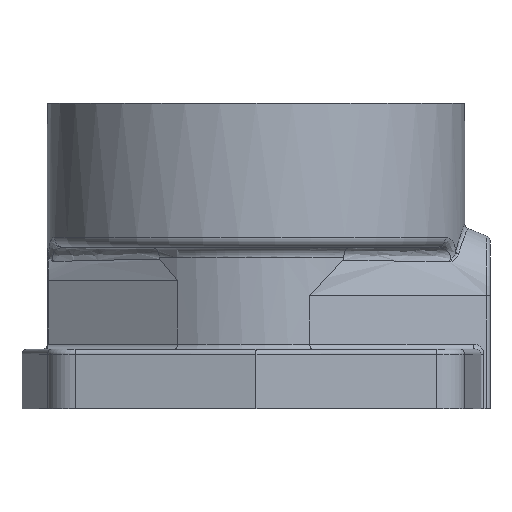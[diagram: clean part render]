
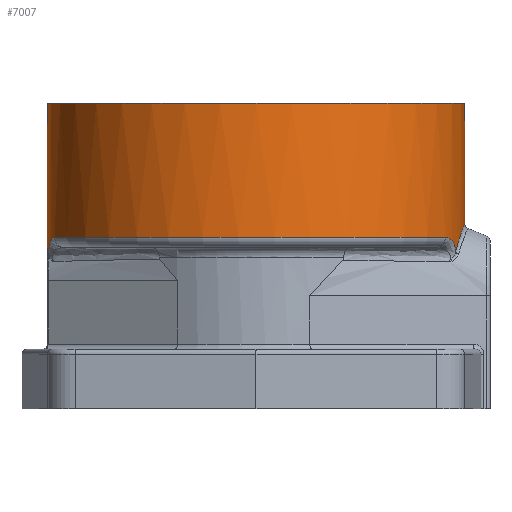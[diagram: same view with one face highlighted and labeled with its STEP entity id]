
A CAD part, left-side view. The second image highlights one B-rep face of the part: STEP entity #7007.
In plain terms, the highlighted cylindrical face has radius 65.088 mm (diameter 130.175 mm), a partial arc.
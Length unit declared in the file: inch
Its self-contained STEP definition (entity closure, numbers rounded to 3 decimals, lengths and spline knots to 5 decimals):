
#798=CARTESIAN_POINT('',(-0.73939,-2.45351,
2.01221));
#875=CARTESIAN_POINT('',(0.,0.,3.8325));
#876=DIRECTION('',(0.,0.,-1.));
#877=DIRECTION('',(0.,-1.,0.));
#878=AXIS2_PLACEMENT_3D('',#875,#876,#877);
#880=CARTESIAN_POINT('',(0.,-2.5625,
2.35505));
#881=CARTESIAN_POINT('',(-0.04611,-2.5625,
2.35505));
#882=CARTESIAN_POINT('',(-0.13789,-2.56003,
2.34862));
#883=CARTESIAN_POINT('',(-0.27523,-2.54889,
2.31913));
#884=CARTESIAN_POINT('',(-0.40757,-2.531,
2.26987));
#885=CARTESIAN_POINT('',(-0.53202,-2.50766,
2.20153));
#886=CARTESIAN_POINT('',(-0.64537,-2.4807,
2.11488));
#887=CARTESIAN_POINT('',(-0.70969,-2.46246,
2.04813));
#888=CARTESIAN_POINT('',(-0.73939,-2.45351,
2.01221));
#890=CARTESIAN_POINT('',(-0.73939,-2.45351,
2.01221));
#891=CARTESIAN_POINT('',(-0.74419,-2.45206,
2.02365));
#892=CARTESIAN_POINT('',(-0.75602,-2.44847,
2.04617));
#893=CARTESIAN_POINT('',(-0.78144,-2.4405,
2.07894));
#894=CARTESIAN_POINT('',(-0.81409,-2.42985,
2.10901));
#895=CARTESIAN_POINT('',(-0.85363,-2.41628,
2.13547));
#896=CARTESIAN_POINT('',(-0.89962,-2.39958,
2.15744));
#897=CARTESIAN_POINT('',(-0.95156,-2.37952,
2.17417));
#898=CARTESIAN_POINT('',(-1.00881,-2.35587,2.18489));
#899=CARTESIAN_POINT('',(-1.05022,-2.33752,2.1875));
#900=CARTESIAN_POINT('',(-1.07171,-2.32763,2.1875));
#902=CARTESIAN_POINT('',(0.,0.,2.1875));
#903=DIRECTION('',(0.,0.,-1.));
#904=DIRECTION('',(-0.418,-0.908,0.));
#905=AXIS2_PLACEMENT_3D('',#902,#903,#904);
#907=CARTESIAN_POINT('',(-0.66595,2.47445,2.1875));
#908=CARTESIAN_POINT('',(-0.64019,2.48138,2.1875));
#909=CARTESIAN_POINT('',(-0.59099,2.49377,2.18445));
#910=CARTESIAN_POINT('',(-0.52427,2.50857,2.17216));
#911=CARTESIAN_POINT('',(-0.46502,2.52016,2.15328));
#912=CARTESIAN_POINT('',(-0.4136,2.52905,2.12878));
#913=CARTESIAN_POINT('',(-0.37025,2.53571,2.09947));
#914=CARTESIAN_POINT('',(-0.33542,2.54051,2.06629));
#915=CARTESIAN_POINT('',(-0.30968,2.54375,2.03057));
#916=CARTESIAN_POINT('',(-0.29315,2.54569,1.99393));
#917=CARTESIAN_POINT('',(-0.28781,2.54628,1.97));
#918=CARTESIAN_POINT('',(-0.28638,2.54644,1.95809));
#920=CARTESIAN_POINT('',(0.00022,2.5625,2.06223));
#921=CARTESIAN_POINT('',(0.0004,2.5625,2.06131));
#922=CARTESIAN_POINT('',(0.0003,2.56246,2.05937));
#923=CARTESIAN_POINT('',(0.00015,2.56264,2.05666));
#924=CARTESIAN_POINT('',(0.00005,2.5622,2.05483));
#925=CARTESIAN_POINT('',(0.,2.5622,2.05393));
#937=DIRECTION('',(0.,0.,-1.));
#938=VECTOR('',#937,1.77027);
#939=CARTESIAN_POINT('',(0.00001,2.5625,3.8325));
#940=LINE('',#939,#938);
#988=DIRECTION('',(0.,0.,-1.));
#989=VECTOR('',#988,1.47745);
#990=CARTESIAN_POINT('',(0.,-2.5625,3.8325));
#991=LINE('',#990,#989);
#1023=CARTESIAN_POINT('',(-0.28638,2.54644,
1.95809));
#1024=CARTESIAN_POINT('',(-0.27696,2.5475,
1.96606));
#1025=CARTESIAN_POINT('',(-0.25744,2.5496,
1.98116));
#1026=CARTESIAN_POINT('',(-0.22609,2.55257,
2.00136));
#1027=CARTESIAN_POINT('',(-0.2039,2.5544,
2.0131));
#1028=CARTESIAN_POINT('',(-0.19246,2.55526,
2.01852));
#1161=CARTESIAN_POINT('',(0.,2.5622,
2.05393));
#1162=CARTESIAN_POINT('',(-0.0218,2.5622,
2.0556));
#1163=CARTESIAN_POINT('',(-0.06532,2.56209,
2.05234));
#1164=CARTESIAN_POINT('',(-0.13095,2.55938,
2.04366));
#1165=CARTESIAN_POINT('',(-0.17223,2.55679,
2.02813));
#1166=CARTESIAN_POINT('',(-0.19246,2.55526,
2.01852));
#5406=VERTEX_POINT('',#907);
#5407=VERTEX_POINT('',#918);
#5412=CARTESIAN_POINT('',(-1.07171,-2.32763,2.1875));
#5413=VERTEX_POINT('',#5412);
#5414=CARTESIAN_POINT('',(0.,2.562,2.05393));
#5416=VERTEX_POINT('',#5414);
#5425=CARTESIAN_POINT('',(-0.19246,2.55526,
2.01852));
#5427=VERTEX_POINT('',#5425);
#5428=VERTEX_POINT('',#920);
#5471=VERTEX_POINT('',#798);
#5474=VERTEX_POINT('',#880);
#5524=CARTESIAN_POINT('',(0.,-2.5625,3.8325));
#5525=CARTESIAN_POINT('',(0.00001,2.5625,3.8325));
#5526=VERTEX_POINT('',#5524);
#5527=VERTEX_POINT('',#5525);
#6982=CARTESIAN_POINT('',(0.,0.,3.9375));
#6983=DIRECTION('',(0.,0.,-1.));
#6984=DIRECTION('',(-1.,0.,0.));
#6985=AXIS2_PLACEMENT_3D('',#6982,#6983,#6984);
#6986=CYLINDRICAL_SURFACE('',#6985,2.5625);
#6988=ORIENTED_EDGE('',*,*,#6987,.F.);
#6990=ORIENTED_EDGE('',*,*,#6989,.T.);
#6992=ORIENTED_EDGE('',*,*,#6991,.T.);
#6993=ORIENTED_EDGE('',*,*,#6797,.T.);
#6995=ORIENTED_EDGE('',*,*,#6994,.T.);
#6996=ORIENTED_EDGE('',*,*,#6972,.T.);
#6998=ORIENTED_EDGE('',*,*,#6997,.T.);
#7000=ORIENTED_EDGE('',*,*,#6999,.F.);
#7002=ORIENTED_EDGE('',*,*,#7001,.F.);
#7004=ORIENTED_EDGE('',*,*,#7003,.F.);
#7005=EDGE_LOOP('',(#6988,#6990,#6992,#6993,#6995,#6996,#6998,#7000,#7002,
#7004));
#7006=FACE_OUTER_BOUND('',#7005,.F.);
#7007=ADVANCED_FACE('',(#7006),#6986,.T.);
#879=CIRCLE('',#878,2.5625);
#889=B_SPLINE_CURVE_WITH_KNOTS('',3,(#880,#881,#882,#883,#884,#885,#886,#887,
#888),.UNSPECIFIED.,.F.,.F.,(4,1,1,1,1,1,4),(0.,0.16667,
0.33333,0.5,0.66667,0.83333,1.),
.UNSPECIFIED.);
#901=B_SPLINE_CURVE_WITH_KNOTS('',3,(#890,#891,#892,#893,#894,#895,#896,#897,
#898,#899,#900),.UNSPECIFIED.,.F.,.F.,(4,1,1,1,1,1,1,1,4),(0.,0.125,0.25,
0.375,0.5,0.625,0.75,0.875,1.),.UNSPECIFIED.);
#906=CIRCLE('',#905,2.5625);
#919=B_SPLINE_CURVE_WITH_KNOTS('',3,(#907,#908,#909,#910,#911,#912,#913,#914,
#915,#916,#917,#918),.UNSPECIFIED.,.F.,.F.,(4,1,1,1,1,1,1,1,1,4),(0.,
0.11111,0.22222,0.33333,0.44444,
0.55556,0.66667,0.77778,0.88889,1.),
.UNSPECIFIED.);
#926=B_SPLINE_CURVE_WITH_KNOTS('',3,(#920,#921,#922,#923,#924,#925),
.UNSPECIFIED.,.F.,.F.,(4,1,1,4),(0.,0.33333,0.66667,1.),
.UNSPECIFIED.);
#1029=B_SPLINE_CURVE_WITH_KNOTS('',3,(#1023,#1024,#1025,#1026,#1027,#1028),
.UNSPECIFIED.,.F.,.F.,(4,1,1,4),(0.,0.33333,0.66667,1.),
.UNSPECIFIED.);
#1167=B_SPLINE_CURVE_WITH_KNOTS('',3,(#1161,#1162,#1163,#1164,#1165,#1166),
.UNSPECIFIED.,.F.,.F.,(4,1,1,4),(0.,0.33333,0.66667,1.),
.UNSPECIFIED.);
#6797=EDGE_CURVE('',#5471,#5413,#901,.T.);
#6972=EDGE_CURVE('',#5406,#5407,#919,.T.);
#6987=EDGE_CURVE('',#5526,#5527,#879,.T.);
#6989=EDGE_CURVE('',#5526,#5474,#991,.T.);
#6991=EDGE_CURVE('',#5474,#5471,#889,.T.);
#6994=EDGE_CURVE('',#5413,#5406,#906,.T.);
#6997=EDGE_CURVE('',#5407,#5427,#1029,.T.);
#6999=EDGE_CURVE('',#5416,#5427,#1167,.T.);
#7001=EDGE_CURVE('',#5428,#5416,#926,.T.);
#7003=EDGE_CURVE('',#5527,#5428,#940,.T.);
